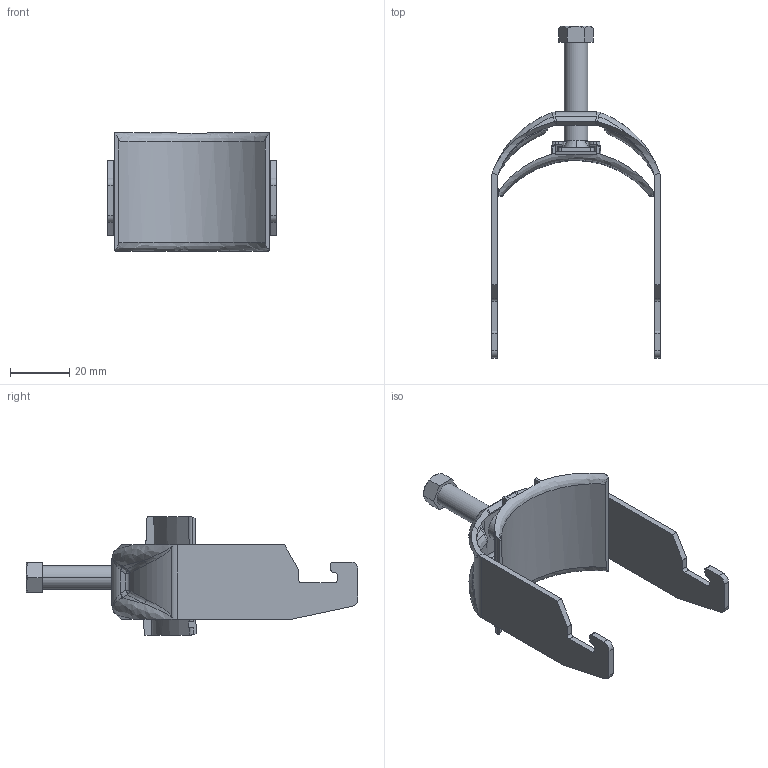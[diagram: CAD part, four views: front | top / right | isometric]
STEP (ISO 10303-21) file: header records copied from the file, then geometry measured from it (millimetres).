
FILE_DESCRIPTION (( 'STEP AP214' ), '1' );
FILE_NAME ('1186849.STEP', '2025-11-18T10:31:31', ( '' ), ( '' ), 'SwSTEP 2.0', 'SolidWorks 2024', '' );
FILE_SCHEMA (( 'AUTOMOTIVE_DESIGN' ));
Length unit declared in the file: millimetre
Products named in the file (5): 157113_1Fach; 142313_Druckschraube - M8 x 33; EB104-09-02_Standard; 1186849; EB104-00-04_Standard
Assembly tree (4 placements, depth 2):
  1186849
    157113_1Fach
    142313_Druckschraube - M8 x 33
    EB104-00-04_Standard
    EB104-09-02_Standard
Bounding box: 57 x 112 x 40.08 mm (x, y, z)
Volume: 17838.2 mm3; surface area: 17572.1 mm2
Topology: 4 solids, 4 shells, 362 faces, 904 edges, 533 vertices
Faces by surface type: plane 153, bspline 94, cylinder 83, sphere 16, cone 10, torus 6
Entity records: 15544 total; most frequent: CARTESIAN_POINT 7607, ORIENTED_EDGE 1756, DIRECTION 1422, EDGE_CURVE 878, VERTEX_POINT 533, AXIS2_PLACEMENT_3D 502, VECTOR 418, LINE 418
